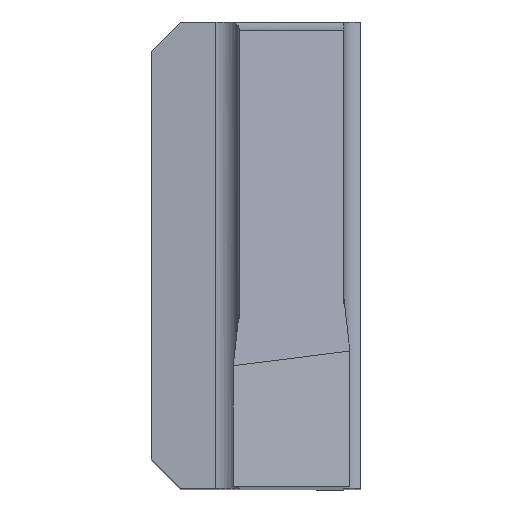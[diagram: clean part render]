
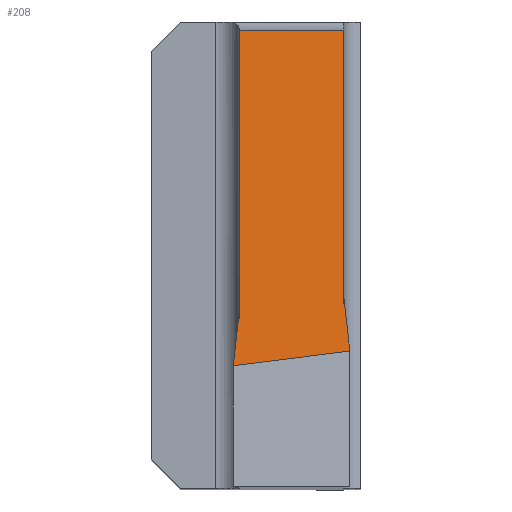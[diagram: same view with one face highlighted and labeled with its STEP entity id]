
A CAD part, top view. The second image highlights one B-rep face of the part: STEP entity #208.
In plain terms, the highlighted planar face has unit normal (0, 0.904, 0.427).
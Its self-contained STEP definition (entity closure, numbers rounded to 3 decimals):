
#4 = ORIENTED_EDGE ( 'NONE', *, *, #467, .F. ) ;
#22 = ORIENTED_EDGE ( 'NONE', *, *, #1061, .F. ) ;
#26 = VERTEX_POINT ( 'NONE', #708 ) ;
#28 = VERTEX_POINT ( 'NONE', #1025 ) ;
#36 = DIRECTION ( 'NONE',  ( 0.047, 0.427, -0.903 ) ) ;
#74 = DIRECTION ( 'NONE',  ( 0., -0.427, 0.904 ) ) ;
#83 = EDGE_LOOP ( 'NONE', ( #970, #1008, #4, #618, #22, #249 ) ) ;
#87 = DIRECTION ( 'NONE',  ( 0., -0.904, -0.427 ) ) ;
#108 = VECTOR ( 'NONE', #930, 1000. ) ;
#129 = EDGE_CURVE ( 'NONE', #26, #312, #211, .T. ) ;
#150 = FACE_OUTER_BOUND ( 'NONE', #83, .T. ) ;
#208 = ADVANCED_FACE ( 'NONE', ( #150 ), #745, .F. ) ;
#211 = LINE ( 'NONE', #887, #1002 ) ;
#218 = VECTOR ( 'NONE', #572, 1000. ) ;
#230 = LINE ( 'NONE', #409, #218 ) ;
#244 = VECTOR ( 'NONE', #247, 1000. ) ;
#247 = DIRECTION ( 'NONE',  ( -0.959, -0.121, 0.257 ) ) ;
#249 = ORIENTED_EDGE ( 'NONE', *, *, #129, .F. ) ;
#250 = CARTESIAN_POINT ( 'NONE',  ( 3.45, -2.037, 25.48 ) ) ;
#261 = EDGE_CURVE ( 'NONE', #26, #28, #230, .T. ) ;
#288 = CARTESIAN_POINT ( 'NONE',  ( 1.51, -1.026, 23.342 ) ) ;
#290 = CARTESIAN_POINT ( 'NONE',  ( 1.41, -1.928, 25.25 ) ) ;
#312 = VERTEX_POINT ( 'NONE', #455 ) ;
#409 = CARTESIAN_POINT ( 'NONE',  ( 3.6, 3.85, 13.027 ) ) ;
#420 = CARTESIAN_POINT ( 'NONE',  ( 3.6, -2.034, 25.474 ) ) ;
#449 = VECTOR ( 'NONE', #856, 1000. ) ;
#455 = CARTESIAN_POINT ( 'NONE',  ( 3.31, -0.773, 22.806 ) ) ;
#467 = EDGE_CURVE ( 'NONE', #551, #758, #719, .T. ) ;
#477 = DIRECTION ( 'NONE',  ( 0., -0.427, 0.904 ) ) ;
#507 = LINE ( 'NONE', #250, #108 ) ;
#508 = VECTOR ( 'NONE', #36, 1000. ) ;
#551 = VERTEX_POINT ( 'NONE', #290 ) ;
#563 = CARTESIAN_POINT ( 'NONE',  ( 1.403, -1.989, 25.38 ) ) ;
#572 = DIRECTION ( 'NONE',  ( -1., 0., 0. ) ) ;
#587 = CARTESIAN_POINT ( 'NONE',  ( 1.51, -2.034, 25.474 ) ) ;
#618 = ORIENTED_EDGE ( 'NONE', *, *, #940, .F. ) ;
#694 = CARTESIAN_POINT ( 'NONE',  ( 3.41, -1.674, 24.714 ) ) ;
#708 = CARTESIAN_POINT ( 'NONE',  ( 3.31, 3.85, 13.027 ) ) ;
#719 = LINE ( 'NONE', #563, #508 ) ;
#745 = PLANE ( 'NONE',  #1048 ) ;
#758 = VERTEX_POINT ( 'NONE', #288 ) ;
#759 = CARTESIAN_POINT ( 'NONE',  ( 3.356, -1.681, 24.729 ) ) ;
#786 = VERTEX_POINT ( 'NONE', #694 ) ;
#856 = DIRECTION ( 'NONE',  ( 0., 0.427, -0.904 ) ) ;
#887 = CARTESIAN_POINT ( 'NONE',  ( 3.31, -2.034, 25.474 ) ) ;
#917 = LINE ( 'NONE', #759, #244 ) ;
#930 = DIRECTION ( 'NONE',  ( 0.047, -0.427, 0.903 ) ) ;
#940 = EDGE_CURVE ( 'NONE', #786, #551, #917, .T. ) ;
#970 = ORIENTED_EDGE ( 'NONE', *, *, #261, .T. ) ;
#1002 = VECTOR ( 'NONE', #477, 1000. ) ;
#1008 = ORIENTED_EDGE ( 'NONE', *, *, #1059, .F. ) ;
#1025 = CARTESIAN_POINT ( 'NONE',  ( 1.51, 3.85, 13.027 ) ) ;
#1048 = AXIS2_PLACEMENT_3D ( 'NONE', #420, #87, #74 ) ;
#1059 = EDGE_CURVE ( 'NONE', #758, #28, #1086, .T. ) ;
#1061 = EDGE_CURVE ( 'NONE', #312, #786, #507, .T. ) ;
#1086 = LINE ( 'NONE', #587, #449 ) ;
